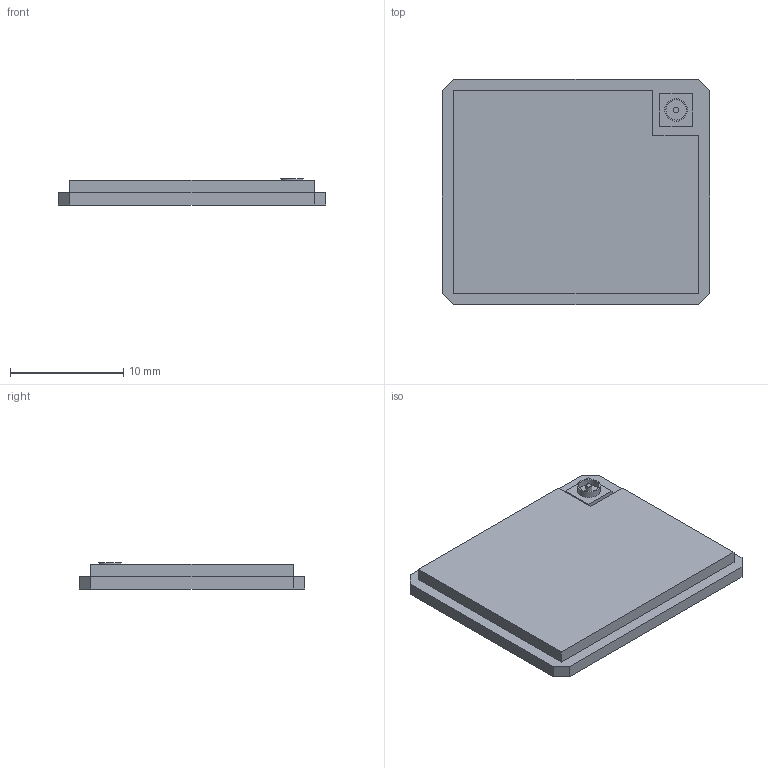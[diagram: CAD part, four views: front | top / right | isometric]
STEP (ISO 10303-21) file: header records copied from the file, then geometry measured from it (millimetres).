
FILE_DESCRIPTION(('FreeCAD Model'),'2;1');
FILE_NAME('Open CASCADE Shape Model','2023-10-14T22:05:32',(''),(''), 'Open CASCADE STEP processor 7.6','FreeCAD','Unknown');
FILE_SCHEMA(('AUTOMOTIVE_DESIGN { 1 0 10303 214 1 1 1 1 }'));
Length unit declared in the file: millimetre
Products named in the file (1): Body
Bounding box: 23.6 x 19.9 x 2.3 mm (x, y, z)
Volume: 927.6 mm3; surface area: 1130.4 mm2
Topology: 1 solids, 1 shells, 28 faces, 63 edges, 42 vertices
Faces by surface type: plane 25, cylinder 3
Full cylindrical faces by diameter (mm): 0.5 x1, 1.8 x1, 2 x1
Entity records: 945 total; most frequent: CARTESIAN_POINT 134, DIRECTION 127, ORIENTED_EDGE 126, EDGE_CURVE 63, LINE 57, VECTOR 57, VERTEX_POINT 42, AXIS2_PLACEMENT_3D 35
